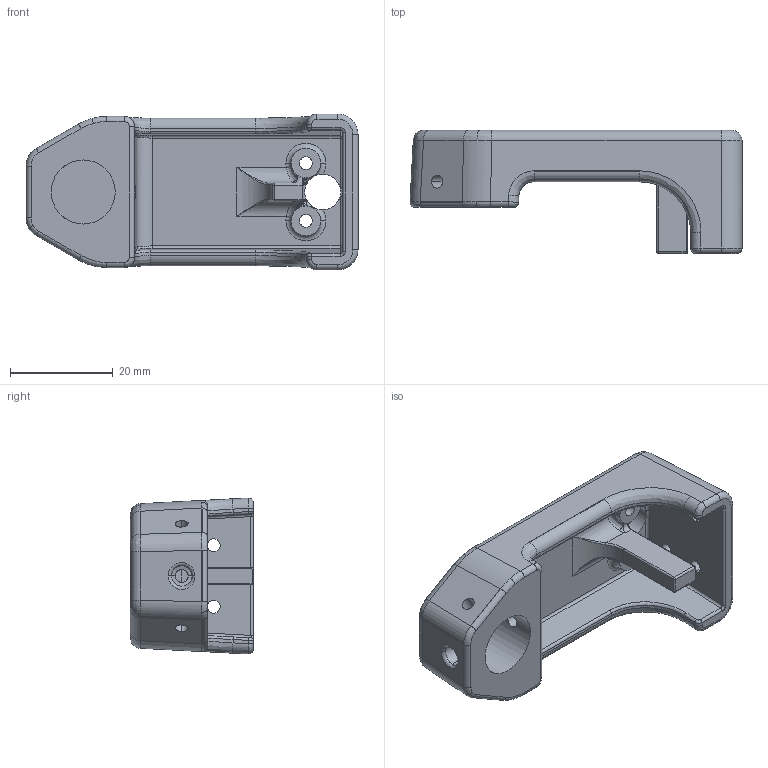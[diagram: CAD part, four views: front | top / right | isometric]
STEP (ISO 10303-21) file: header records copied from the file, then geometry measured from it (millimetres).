
FILE_DESCRIPTION (( 'STEP AP203' ), '1' );
FILE_NAME ('Carriage.STEP', '2023-11-09T17:58:25', ( '' ), ( '' ), 'SwSTEP 2.0', 'SolidWorks 2018', '' );
FILE_SCHEMA (( 'CONFIG_CONTROL_DESIGN' ));
Length unit declared in the file: millimetre
Products named in the file (1): Carriage
Bounding box: 64.73 x 24 x 30.41 mm (x, y, z)
Volume: 14192.1 mm3; surface area: 8561.5 mm2
Topology: 1 solids, 1 shells, 213 faces, 535 edges, 312 vertices
Faces by surface type: cylinder 100, bspline 71, plane 28, torus 10, sphere 4
Entity records: 10039 total; most frequent: CARTESIAN_POINT 5462, ORIENTED_EDGE 1050, DIRECTION 814, EDGE_CURVE 525, AXIS2_PLACEMENT_3D 325, VERTEX_POINT 312, EDGE_LOOP 233, ADVANCED_FACE 213
